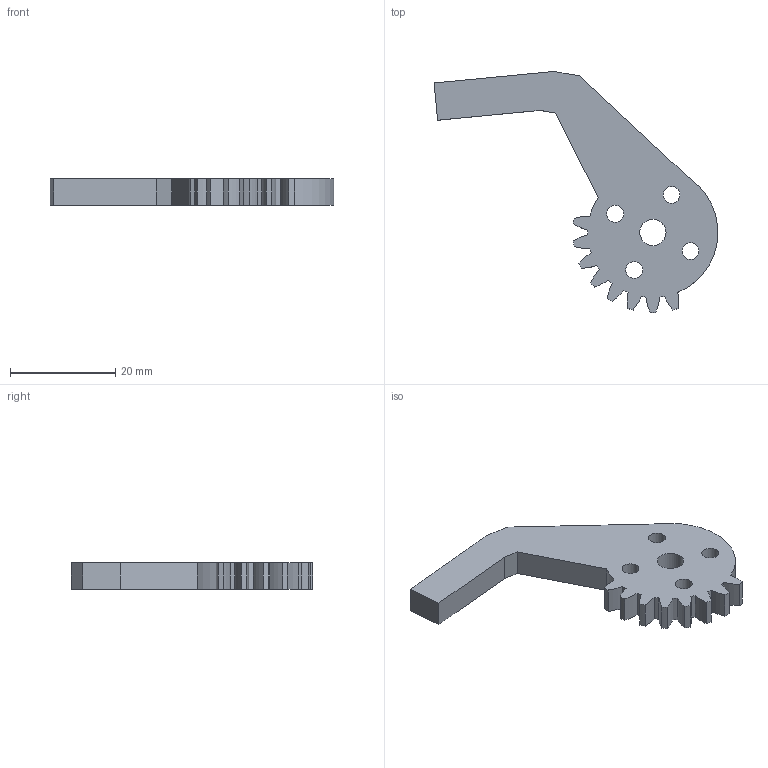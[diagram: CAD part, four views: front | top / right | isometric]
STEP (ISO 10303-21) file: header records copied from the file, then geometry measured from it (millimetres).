
FILE_DESCRIPTION(/* description */ (''),/* implementation_level */ '2;1');
FILE_NAME(/* name */ '',/* time_stamp */ '2025-01-08T21:13:06+03:00',/* author */ ('GameHD'),/* organization */ (''),/* preprocessor_version */ 'ST-DEVELOPER v20',/* originating_system */ 'Autodesk Inventor 2025',/* authorisation */ '');
FILE_SCHEMA (('AUTOMOTIVE_DESIGN { 1 0 10303 214 3 1 1 }'));
Length unit declared in the file: millimetre
Products named in the file (1): писюн_MIR2_MIR
Bounding box: 54.03 x 45.88 x 5 mm (x, y, z)
Volume: 4425.2 mm3; surface area: 3040.5 mm2
Topology: 1 solids, 1 shells, 47 faces, 135 edges, 91 vertices
Faces by surface type: cylinder 38, plane 9
Full cylindrical faces by diameter (mm): 3.2 x4, 5 x1
Entity records: 1659 total; most frequent: DIRECTION 307, CARTESIAN_POINT 274, ORIENTED_EDGE 270, EDGE_CURVE 135, AXIS2_PLACEMENT_3D 124, VERTEX_POINT 90, CIRCLE 76, LINE 59
